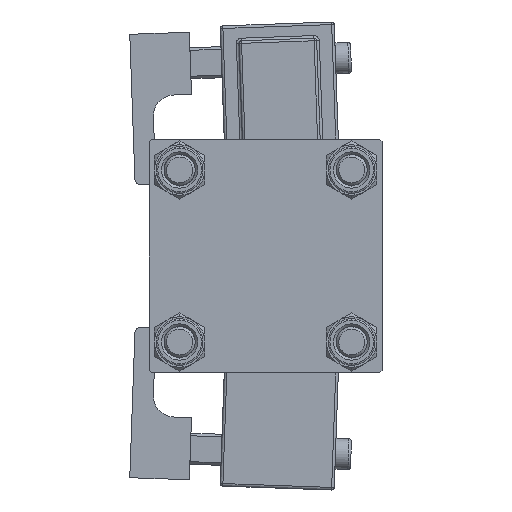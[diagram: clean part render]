
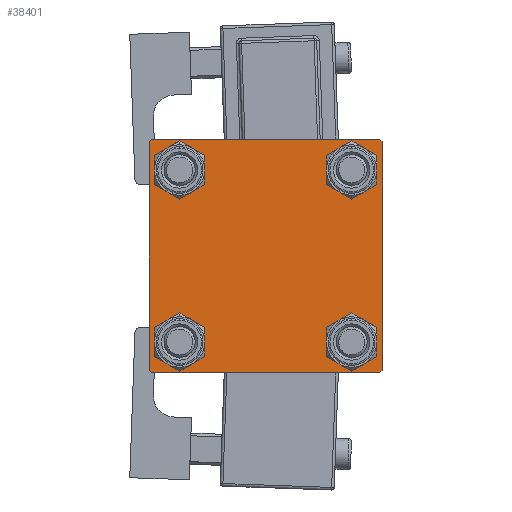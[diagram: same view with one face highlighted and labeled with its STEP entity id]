
A CAD part, left-side view. The second image highlights one B-rep face of the part: STEP entity #38401.
In plain terms, the highlighted planar face has unit normal (-1, 0, 0).
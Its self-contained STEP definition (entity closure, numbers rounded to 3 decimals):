
#1631 = VECTOR ( 'NONE', #34524, 1000. ) ;
#1898 = ORIENTED_EDGE ( 'NONE', *, *, #52710, .T. ) ;
#2006 = CARTESIAN_POINT ( 'NONE',  ( 0., -22.5, 22.5 ) ) ;
#3779 = LINE ( 'NONE', #15224, #24450 ) ;
#4423 = ORIENTED_EDGE ( 'NONE', *, *, #7059, .T. ) ;
#4509 = CARTESIAN_POINT ( 'NONE',  ( 0., -22.25, 22.25 ) ) ;
#5427 = CARTESIAN_POINT ( 'NONE',  ( 0., 22.5, 22.5 ) ) ;
#5612 = EDGE_CURVE ( 'NONE', #34225, #35776, #13031, .T. ) ;
#5665 = VECTOR ( 'NONE', #47259, 1000. ) ;
#5702 = LINE ( 'NONE', #5427, #1631 ) ;
#6445 = AXIS2_PLACEMENT_3D ( 'NONE', #45777, #41171, #50119 ) ;
#6675 = ORIENTED_EDGE ( 'NONE', *, *, #5612, .T. ) ;
#6787 = VECTOR ( 'NONE', #46215, 1000. ) ;
#7059 = EDGE_CURVE ( 'NONE', #35220, #43387, #38057, .T. ) ;
#7319 = DIRECTION ( 'NONE',  ( 1., 0., 0. ) ) ;
#7596 = DIRECTION ( 'NONE',  ( 1., 0., 0. ) ) ;
#7779 = DIRECTION ( 'NONE',  ( 0., 0., 1. ) ) ;
#7781 = DIRECTION ( 'NONE',  ( 0., 0., 1. ) ) ;
#8612 = EDGE_CURVE ( 'NONE', #33929, #24595, #31683, .T. ) ;
#8738 = CARTESIAN_POINT ( 'NONE',  ( 0., 16.6, -16.6 ) ) ;
#8833 = CARTESIAN_POINT ( 'NONE',  ( 0., -16.6, -16.6 ) ) ;
#12077 = CARTESIAN_POINT ( 'NONE',  ( 0., 22.25, -22.25 ) ) ;
#12776 = LINE ( 'NONE', #33445, #6787 ) ;
#12824 = CARTESIAN_POINT ( 'NONE',  ( 0., 16.6, -13.1 ) ) ;
#13031 = LINE ( 'NONE', #37501, #41423 ) ;
#13218 = ORIENTED_EDGE ( 'NONE', *, *, #50781, .T. ) ;
#13510 = CARTESIAN_POINT ( 'NONE',  ( 0., -22.5, -22. ) ) ;
#14390 = CARTESIAN_POINT ( 'NONE',  ( 0., 16.6, 20.1 ) ) ;
#15179 = VECTOR ( 'NONE', #25452, 1000. ) ;
#15224 = CARTESIAN_POINT ( 'NONE',  ( 0., 22.5, -22.5 ) ) ;
#15284 = CARTESIAN_POINT ( 'NONE',  ( 0., -16.6, -13.1 ) ) ;
#15338 = EDGE_CURVE ( 'NONE', #21051, #38299, #15665, .T. ) ;
#15625 = DIRECTION ( 'NONE',  ( 0., -0.707, -0.707 ) ) ;
#15665 = CIRCLE ( 'NONE', #24351, 3.5 ) ;
#16069 = ORIENTED_EDGE ( 'NONE', *, *, #49939, .F. ) ;
#16664 = ORIENTED_EDGE ( 'NONE', *, *, #40126, .T. ) ;
#16712 = CARTESIAN_POINT ( 'NONE',  ( 0., -16.6, 16.6 ) ) ;
#16718 = CARTESIAN_POINT ( 'NONE',  ( 0., 22.5, -22. ) ) ;
#17171 = VECTOR ( 'NONE', #51215, 1000. ) ;
#17904 = ORIENTED_EDGE ( 'NONE', *, *, #48103, .T. ) ;
#18632 = EDGE_CURVE ( 'NONE', #33784, #26592, #46149, .T. ) ;
#18702 = LINE ( 'NONE', #22248, #5665 ) ;
#19014 = CARTESIAN_POINT ( 'NONE',  ( 0., 22., -22.5 ) ) ;
#20635 = CARTESIAN_POINT ( 'NONE',  ( 0., -16.6, -20.1 ) ) ;
#20828 = LINE ( 'NONE', #4509, #15179 ) ;
#21051 = VERTEX_POINT ( 'NONE', #33038 ) ;
#21573 = FACE_BOUND ( 'NONE', #43183, .T. ) ;
#21789 = EDGE_LOOP ( 'NONE', ( #30408, #31194 ) ) ;
#21930 = CIRCLE ( 'NONE', #44529, 3.5 ) ;
#21970 = CARTESIAN_POINT ( 'NONE',  ( 0., -22.5, 22. ) ) ;
#22100 = CARTESIAN_POINT ( 'NONE',  ( 0., -22., 22.5 ) ) ;
#22248 = CARTESIAN_POINT ( 'NONE',  ( 0., -22.25, -22.25 ) ) ;
#23198 = AXIS2_PLACEMENT_3D ( 'NONE', #8738, #41904, #29676 ) ;
#23760 = AXIS2_PLACEMENT_3D ( 'NONE', #37869, #41684, #45501 ) ;
#23794 = CARTESIAN_POINT ( 'NONE',  ( 0., -16.6, 20.1 ) ) ;
#24176 = VERTEX_POINT ( 'NONE', #13510 ) ;
#24351 = AXIS2_PLACEMENT_3D ( 'NONE', #16712, #29231, #7779 ) ;
#24450 = VECTOR ( 'NONE', #32084, 1000. ) ;
#24587 = FACE_BOUND ( 'NONE', #28044, .T. ) ;
#24595 = VERTEX_POINT ( 'NONE', #19014 ) ;
#24665 = EDGE_CURVE ( 'NONE', #26592, #33784, #21930, .T. ) ;
#24762 = ORIENTED_EDGE ( 'NONE', *, *, #43619, .T. ) ;
#25308 = CARTESIAN_POINT ( 'NONE',  ( 0., 16.6, 13.1 ) ) ;
#25452 = DIRECTION ( 'NONE',  ( 0., 0.707, 0.707 ) ) ;
#25500 = CIRCLE ( 'NONE', #23760, 3.5 ) ;
#26223 = CARTESIAN_POINT ( 'NONE',  ( 0., 22.5, 22. ) ) ;
#26592 = VERTEX_POINT ( 'NONE', #25308 ) ;
#26726 = AXIS2_PLACEMENT_3D ( 'NONE', #32083, #7596, #52733 ) ;
#26966 = ORIENTED_EDGE ( 'NONE', *, *, #42890, .T. ) ;
#27807 = CARTESIAN_POINT ( 'NONE',  ( 0., 16.6, -16.6 ) ) ;
#27985 = CARTESIAN_POINT ( 'NONE',  ( 0., 16.6, 16.6 ) ) ;
#28044 = EDGE_LOOP ( 'NONE', ( #4423, #1898 ) ) ;
#28675 = FACE_BOUND ( 'NONE', #21789, .T. ) ;
#29231 = DIRECTION ( 'NONE',  ( 1., 0., 0. ) ) ;
#29676 = DIRECTION ( 'NONE',  ( 0., 0., 1. ) ) ;
#30408 = ORIENTED_EDGE ( 'NONE', *, *, #18632, .T. ) ;
#31194 = ORIENTED_EDGE ( 'NONE', *, *, #24665, .T. ) ;
#31683 = LINE ( 'NONE', #12077, #33750 ) ;
#32083 = CARTESIAN_POINT ( 'NONE',  ( 0., -16.6, -16.6 ) ) ;
#32084 = DIRECTION ( 'NONE',  ( 0., -1., 0. ) ) ;
#32177 = EDGE_LOOP ( 'NONE', ( #13218, #38236, #52845, #24762, #16069, #26966, #52386, #6675 ) ) ;
#32327 = CARTESIAN_POINT ( 'NONE',  ( 0., 16.6, -20.1 ) ) ;
#32414 = EDGE_CURVE ( 'NONE', #24595, #36509, #3779, .T. ) ;
#32807 = ORIENTED_EDGE ( 'NONE', *, *, #36449, .T. ) ;
#33038 = CARTESIAN_POINT ( 'NONE',  ( 0., -16.6, 13.1 ) ) ;
#33445 = CARTESIAN_POINT ( 'NONE',  ( 0., 22.5, 22.5 ) ) ;
#33510 = CARTESIAN_POINT ( 'NONE',  ( 0., 22., 22.5 ) ) ;
#33750 = VECTOR ( 'NONE', #15625, 1000. ) ;
#33784 = VERTEX_POINT ( 'NONE', #14390 ) ;
#33929 = VERTEX_POINT ( 'NONE', #16718 ) ;
#33965 = DIRECTION ( 'NONE',  ( 0., 0.707, -0.707 ) ) ;
#34225 = VERTEX_POINT ( 'NONE', #33510 ) ;
#34524 = DIRECTION ( 'NONE',  ( 0., 0., -1. ) ) ;
#34795 = CARTESIAN_POINT ( 'NONE',  ( 0., 16.6, 16.6 ) ) ;
#35220 = VERTEX_POINT ( 'NONE', #15284 ) ;
#35776 = VERTEX_POINT ( 'NONE', #26223 ) ;
#36102 = ORIENTED_EDGE ( 'NONE', *, *, #15338, .T. ) ;
#36449 = EDGE_CURVE ( 'NONE', #38299, #21051, #25500, .T. ) ;
#36509 = VERTEX_POINT ( 'NONE', #53659 ) ;
#36622 = AXIS2_PLACEMENT_3D ( 'NONE', #34795, #42139, #46217 ) ;
#36867 = DIRECTION ( 'NONE',  ( 1., 0., 0. ) ) ;
#37501 = CARTESIAN_POINT ( 'NONE',  ( 0., 22.25, 22.25 ) ) ;
#37869 = CARTESIAN_POINT ( 'NONE',  ( 0., -16.6, 16.6 ) ) ;
#38057 = CIRCLE ( 'NONE', #51916, 3.5 ) ;
#38236 = ORIENTED_EDGE ( 'NONE', *, *, #8612, .T. ) ;
#38299 = VERTEX_POINT ( 'NONE', #23794 ) ;
#38401 = ADVANCED_FACE ( 'NONE', ( #21573, #24587, #41966, #28675, #41700 ), #49857, .T. ) ;
#39155 = VERTEX_POINT ( 'NONE', #22100 ) ;
#39302 = VERTEX_POINT ( 'NONE', #21970 ) ;
#40126 = EDGE_CURVE ( 'NONE', #53454, #45178, #47179, .T. ) ;
#40246 = AXIS2_PLACEMENT_3D ( 'NONE', #27807, #44379, #53337 ) ;
#41171 = DIRECTION ( 'NONE',  ( -1., 0., 0. ) ) ;
#41423 = VECTOR ( 'NONE', #33965, 1000. ) ;
#41684 = DIRECTION ( 'NONE',  ( 1., 0., 0. ) ) ;
#41700 = FACE_OUTER_BOUND ( 'NONE', #32177, .T. ) ;
#41904 = DIRECTION ( 'NONE',  ( 1., 0., 0. ) ) ;
#41966 = FACE_BOUND ( 'NONE', #43571, .T. ) ;
#42139 = DIRECTION ( 'NONE',  ( 1., 0., 0. ) ) ;
#42890 = EDGE_CURVE ( 'NONE', #39302, #39155, #20828, .T. ) ;
#43183 = EDGE_LOOP ( 'NONE', ( #32807, #36102 ) ) ;
#43387 = VERTEX_POINT ( 'NONE', #20635 ) ;
#43571 = EDGE_LOOP ( 'NONE', ( #17904, #16664 ) ) ;
#43619 = EDGE_CURVE ( 'NONE', #36509, #24176, #18702, .T. ) ;
#44379 = DIRECTION ( 'NONE',  ( 1., 0., 0. ) ) ;
#44529 = AXIS2_PLACEMENT_3D ( 'NONE', #27985, #7319, #52983 ) ;
#45178 = VERTEX_POINT ( 'NONE', #12824 ) ;
#45501 = DIRECTION ( 'NONE',  ( 0., 0., 1. ) ) ;
#45777 = CARTESIAN_POINT ( 'NONE',  ( 0., 0., 0. ) ) ;
#46149 = CIRCLE ( 'NONE', #36622, 3.5 ) ;
#46215 = DIRECTION ( 'NONE',  ( 0., -1., 0. ) ) ;
#46217 = DIRECTION ( 'NONE',  ( 0., 0., 1. ) ) ;
#46631 = CIRCLE ( 'NONE', #23198, 3.5 ) ;
#47179 = CIRCLE ( 'NONE', #40246, 3.5 ) ;
#47259 = DIRECTION ( 'NONE',  ( 0., -0.707, 0.707 ) ) ;
#47675 = LINE ( 'NONE', #2006, #17171 ) ;
#48103 = EDGE_CURVE ( 'NONE', #45178, #53454, #46631, .T. ) ;
#49857 = PLANE ( 'NONE',  #6445 ) ;
#49939 = EDGE_CURVE ( 'NONE', #39302, #24176, #47675, .T. ) ;
#50119 = DIRECTION ( 'NONE',  ( 0., 0., 1. ) ) ;
#50153 = CIRCLE ( 'NONE', #26726, 3.5 ) ;
#50781 = EDGE_CURVE ( 'NONE', #35776, #33929, #5702, .T. ) ;
#51215 = DIRECTION ( 'NONE',  ( 0., 0., -1. ) ) ;
#51916 = AXIS2_PLACEMENT_3D ( 'NONE', #8833, #36867, #7781 ) ;
#52386 = ORIENTED_EDGE ( 'NONE', *, *, #53312, .F. ) ;
#52710 = EDGE_CURVE ( 'NONE', #43387, #35220, #50153, .T. ) ;
#52733 = DIRECTION ( 'NONE',  ( 0., 0., 1. ) ) ;
#52845 = ORIENTED_EDGE ( 'NONE', *, *, #32414, .T. ) ;
#52983 = DIRECTION ( 'NONE',  ( 0., 0., 1. ) ) ;
#53312 = EDGE_CURVE ( 'NONE', #34225, #39155, #12776, .T. ) ;
#53337 = DIRECTION ( 'NONE',  ( 0., 0., 1. ) ) ;
#53454 = VERTEX_POINT ( 'NONE', #32327 ) ;
#53659 = CARTESIAN_POINT ( 'NONE',  ( 0., -22., -22.5 ) ) ;
